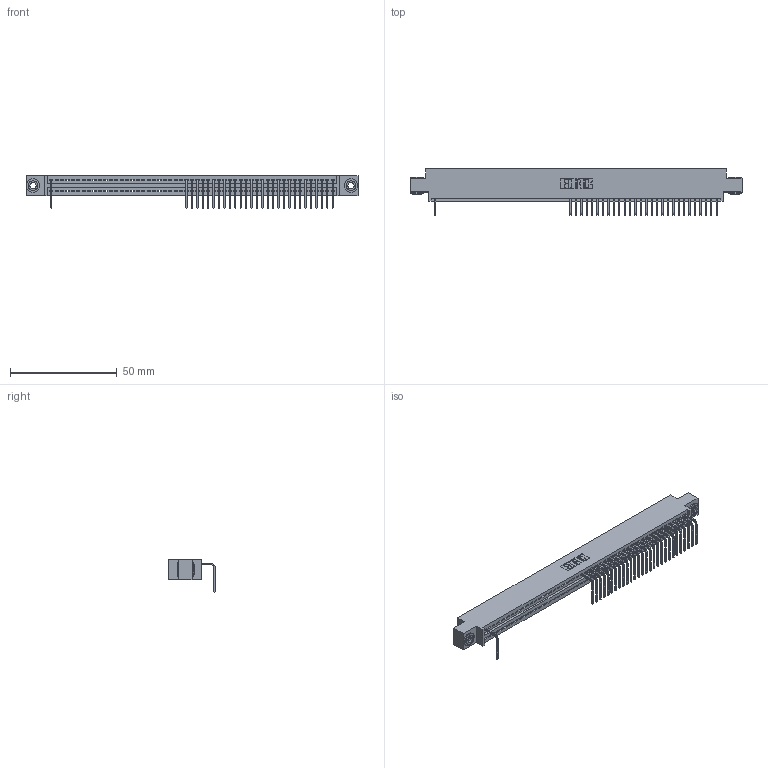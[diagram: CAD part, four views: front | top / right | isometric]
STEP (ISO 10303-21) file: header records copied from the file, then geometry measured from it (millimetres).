
FILE_DESCRIPTION (( 'STEP AP203' ), '1' );
FILE_NAME ('345-053-558-603.STEP', '2018-09-23T19:13:04', ( '' ), ( '' ), 'SwSTEP 2.0', 'SolidWorks 2016', '' );
FILE_SCHEMA (( 'CONFIG_CONTROL_DESIGN' ));
Length unit declared in the file: inch
Products named in the file (4): 345 Part_0.170 Offset - 0.156 Dia-TH; 345-292-001_558 Tail - 2; 345-250-002_345-250-002-102; 345-053-558-603
Assembly tree (32 placements, depth 2):
  345-053-558-603
    345 Part_0.170 Offset - 0.156 Dia-TH
    345-292-001_558 Tail - 2  x29
    345-250-002_345-250-002-102  x2
Bounding box: 155.83 x 21.83 x 15.37 mm (x, y, z)
Volume: 14618.7 mm3; surface area: 19025.8 mm2
Topology: 32 solids, 32 shells, 2292 faces, 7003 edges, 4626 vertices
Faces by surface type: plane 1648, cylinder 636, cone 8
Entity records: 38506 total; most frequent: ORIENTED_EDGE 6762, CARTESIAN_POINT 6758, DIRECTION 5889, EDGE_CURVE 3381, VECTOR 3013, LINE 3013, VERTEX_POINT 2250, AXIS2_PLACEMENT_3D 1438
